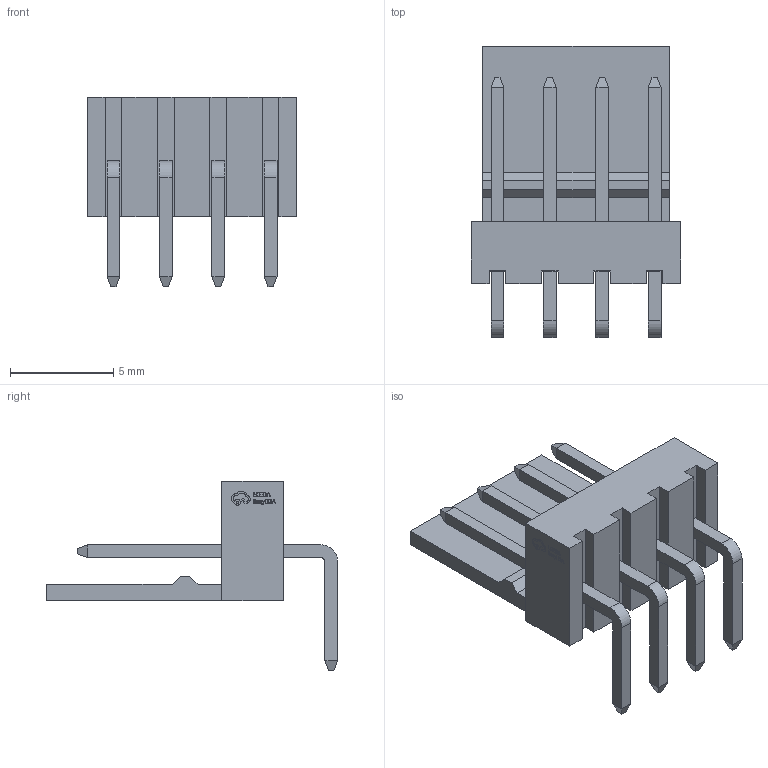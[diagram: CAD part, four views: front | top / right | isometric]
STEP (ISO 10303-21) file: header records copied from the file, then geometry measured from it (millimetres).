
FILE_DESCRIPTION (( 'STEP AP214' ), '1' );
FILE_NAME ('CONN-TH_4P-P2.54_CAX_KF2510-4AGW-GW.step', '2022-07-29T17:20:34', ( '' ), ( '' ), 'SwSTEP 2.0', 'SolidWorks 2020', '' );
FILE_SCHEMA (( 'AUTOMOTIVE_DESIGN' ));
Length unit declared in the file: millimetre
Products named in the file (1): CONN-TH_4P-P2.54_CAX_KF2510-4AGW-GW
Bounding box: 10.16 x 14.12 x 9.2 mm (x, y, z)
Volume: 253.3 mm3; surface area: 558 mm2
Topology: 14 solids, 14 shells, 408 faces, 1063 edges, 698 vertices
Faces by surface type: plane 288, bspline 112, cylinder 8
Entity records: 18182 total; most frequent: CARTESIAN_POINT 4274, ORIENTED_EDGE 2126, DIRECTION 1445, EDGE_CURVE 1063, VECTOR 819, LINE 819, VERTEX_POINT 698, EDGE_LOOP 435
